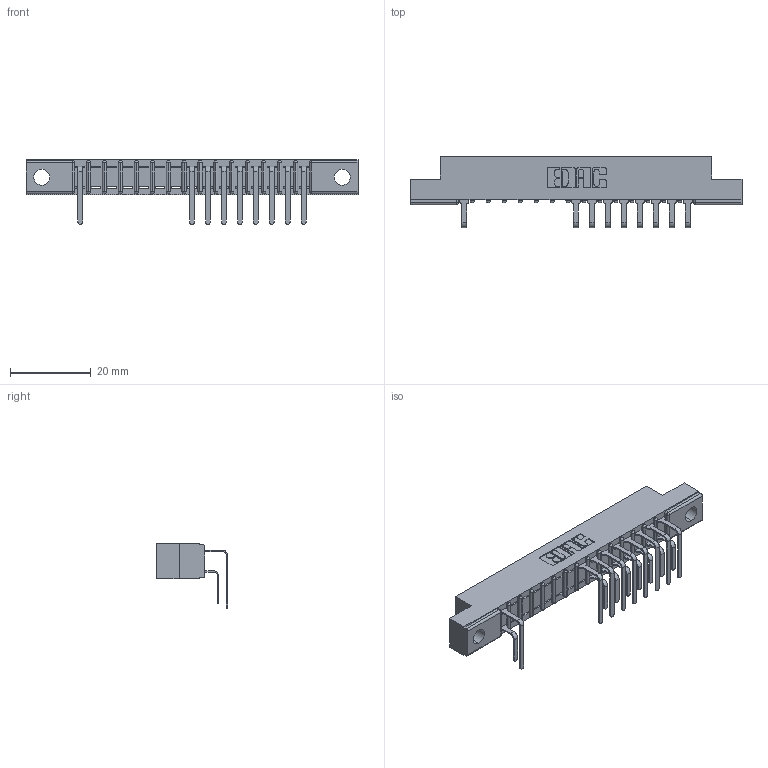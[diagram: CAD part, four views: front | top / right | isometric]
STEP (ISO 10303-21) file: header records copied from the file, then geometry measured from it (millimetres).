
FILE_DESCRIPTION (( 'STEP AP203' ), '1' );
FILE_NAME ('307-030-559-202.STEP', '2018-08-04T19:55:31', ( '' ), ( '' ), 'SwSTEP 2.0', 'SolidWorks 2016', '' );
FILE_SCHEMA (( 'CONFIG_CONTROL_DESIGN' ));
Length unit declared in the file: inch
Products named in the file (4): 307-290-001_558 559 - 1 (Single); 307-290-001_559 - 2 (Single); 307-030-559-202; 307 Part_.128 Dia Mounting Holes
Assembly tree (18 placements, depth 2):
  307-030-559-202
    307 Part_.128 Dia Mounting Holes
    307-290-001_558 559 - 1 (Single)  x8
    307-290-001_559 - 2 (Single)  x9
Bounding box: 82.45 x 17.69 x 16.08 mm (x, y, z)
Volume: 5214.6 mm3; surface area: 8132.3 mm2
Topology: 18 solids, 18 shells, 1114 faces, 3153 edges, 2034 vertices
Faces by surface type: plane 709, cylinder 373, sphere 32
Entity records: 17701 total; most frequent: CARTESIAN_POINT 2960, ORIENTED_EDGE 2942, DIRECTION 2897, EDGE_CURVE 1471, LINE 1115, VECTOR 1115, VERTEX_POINT 954, AXIS2_PLACEMENT_3D 891
